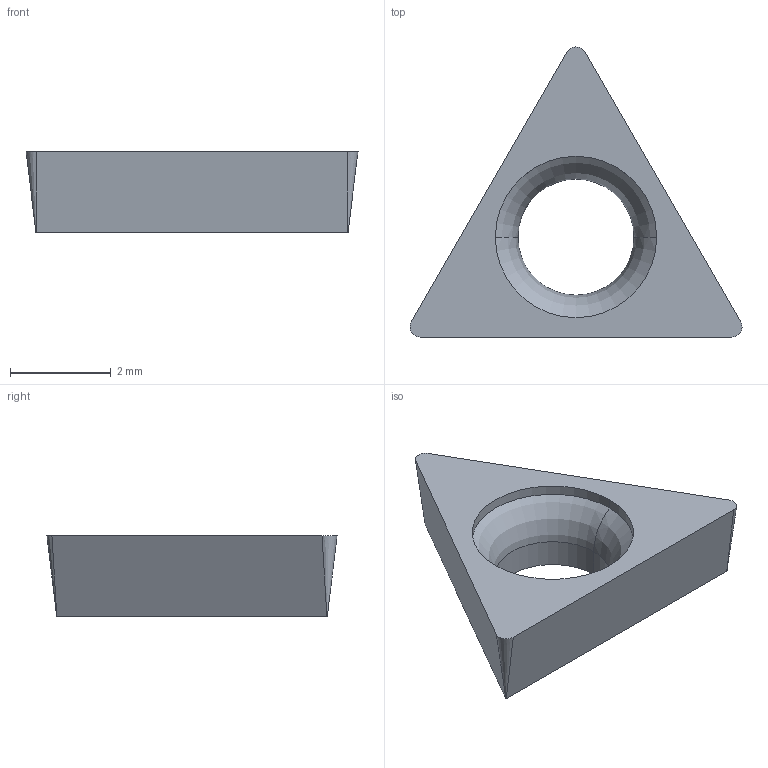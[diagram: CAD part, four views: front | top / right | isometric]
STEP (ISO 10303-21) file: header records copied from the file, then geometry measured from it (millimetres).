
FILE_DESCRIPTION(/* description */ (''),/* implementation_level */ '2;1');
FILE_NAME(/* name */ 'TC060102L.stp',/* time_stamp */ '2021-12-22T08:51:10+09:00',/* author */ (''),/* organization */ (''),/* preprocessor_version */ 'ST-DEVELOPER v16',/* originating_system */ 'SIEMENS PLM Software NX 10.0',/* authorisation */ '');
FILE_SCHEMA (('AUTOMOTIVE_DESIGN { 1 0 10303 214 3 1 1 1 }'));
Length unit declared in the file: millimetre
Products named in the file (1): TC060102L
Bounding box: 6.58 x 5.75 x 1.59 mm (x, y, z)
Volume: 21.1 mm3; surface area: 69.7 mm2
Topology: 1 solids, 1 shells, 14 faces, 38 edges, 34 vertices
Faces by surface type: plane 5, cylinder 4, cone 3, torus 2
Entity records: 528 total; most frequent: DIRECTION 93, CARTESIAN_POINT 78, ORIENTED_EDGE 64, AXIS2_PLACEMENT_3D 37, EDGE_CURVE 32, VERTEX_POINT 20, CIRCLE 19, LINE 19
